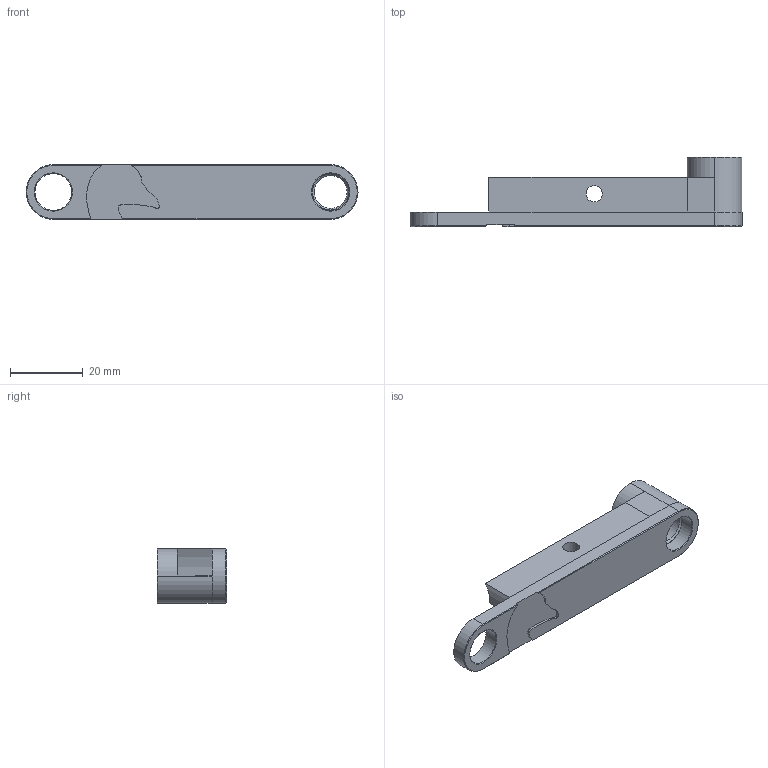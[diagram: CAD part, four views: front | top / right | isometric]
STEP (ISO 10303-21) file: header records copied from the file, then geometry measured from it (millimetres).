
FILE_DESCRIPTION(('FreeCAD Model'),'2;1');
FILE_NAME('Open CASCADE Shape Model','2025-08-12T00:57:24',(''),(''), 'Open CASCADE STEP processor 7.8','FreeCAD','Unknown');
FILE_SCHEMA(('AUTOMOTIVE_DESIGN { 1 0 10303 214 1 1 1 1 }'));
Length unit declared in the file: millimetre
Products named in the file (1): Arm_base
Bounding box: 91 x 19 x 15 mm (x, y, z)
Volume: 9800.1 mm3; surface area: 5703.3 mm2
Topology: 1 solids, 1 shells, 55 faces, 135 edges, 85 vertices
Faces by surface type: plane 25, extrusion 14, cylinder 10, cone 6
Full cylindrical faces by diameter (mm): 4.5 x1, 9 x1, 10.1 x3
Entity records: 3572 total; most frequent: CARTESIAN_POINT 927, DIRECTION 438, VECTOR 294, LINE 280, ORIENTED_EDGE 270, PCURVE 270, DEFINITIONAL_REPRESENTATION 270, EDGE_CURVE 135
